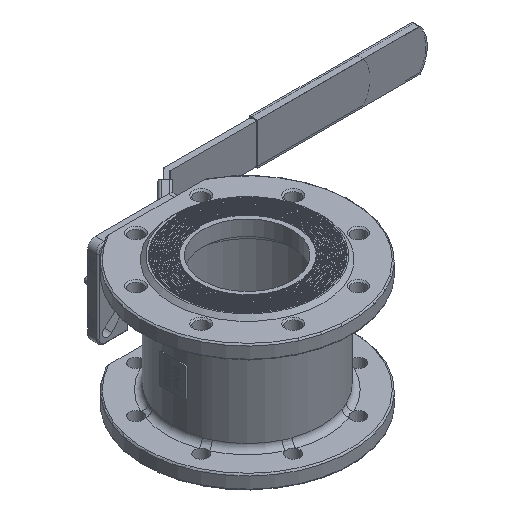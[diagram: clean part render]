
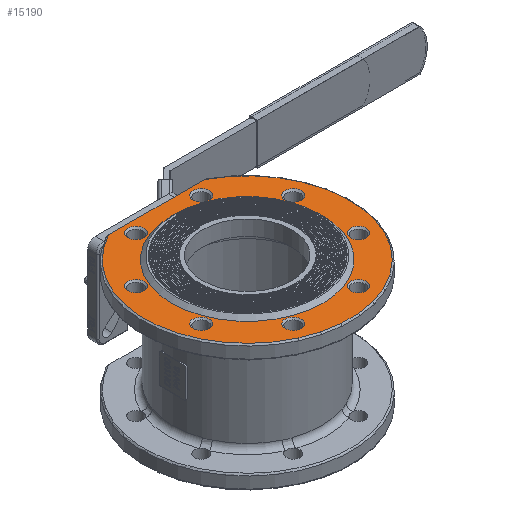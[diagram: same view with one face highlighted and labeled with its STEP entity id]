
A CAD part, isometric view. The second image highlights one B-rep face of the part: STEP entity #15190.
In plain terms, the highlighted planar face has unit normal (0, 0, 1).
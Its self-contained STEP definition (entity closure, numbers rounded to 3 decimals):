
#1342=PLANE('',#16285);
#2539=LINE('',#49560,#3752);
#3752=VECTOR('',#19209,1000.);
#7088=ORIENTED_EDGE('',*,*,#10011,.F.);
#7089=ORIENTED_EDGE('',*,*,#9984,.F.);
#7090=ORIENTED_EDGE('',*,*,#10012,.T.);
#7091=ORIENTED_EDGE('',*,*,#10013,.T.);
#7092=ORIENTED_EDGE('',*,*,#10014,.T.);
#7093=ORIENTED_EDGE('',*,*,#10015,.T.);
#7094=ORIENTED_EDGE('',*,*,#10016,.T.);
#7095=ORIENTED_EDGE('',*,*,#10017,.T.);
#7096=ORIENTED_EDGE('',*,*,#10018,.T.);
#7097=ORIENTED_EDGE('',*,*,#10019,.T.);
#7098=ORIENTED_EDGE('',*,*,#10020,.T.);
#9984=EDGE_CURVE('',#11595,#11596,#2539,.T.);
#10011=EDGE_CURVE('',#11611,#11611,#12121,.T.);
#10012=EDGE_CURVE('',#11595,#11596,#12122,.T.);
#10013=EDGE_CURVE('',#11612,#11612,#12123,.T.);
#10014=EDGE_CURVE('',#11613,#11613,#12124,.T.);
#10015=EDGE_CURVE('',#11614,#11614,#12125,.T.);
#10016=EDGE_CURVE('',#11615,#11615,#12126,.T.);
#10017=EDGE_CURVE('',#11616,#11616,#12127,.T.);
#10018=EDGE_CURVE('',#11617,#11617,#12128,.T.);
#10019=EDGE_CURVE('',#11618,#11618,#12129,.T.);
#10020=EDGE_CURVE('',#11619,#11619,#12130,.T.);
#11595=VERTEX_POINT('',#49559);
#11596=VERTEX_POINT('',#49561);
#11611=VERTEX_POINT('',#49619);
#11612=VERTEX_POINT('',#49622);
#11613=VERTEX_POINT('',#49624);
#11614=VERTEX_POINT('',#49626);
#11615=VERTEX_POINT('',#49628);
#11616=VERTEX_POINT('',#49630);
#11617=VERTEX_POINT('',#49632);
#11618=VERTEX_POINT('',#49634);
#11619=VERTEX_POINT('',#49636);
#12121=CIRCLE('',#16286,80.);
#12122=CIRCLE('',#16287,108.5);
#12123=CIRCLE('',#16288,8.6);
#12124=CIRCLE('',#16289,8.6);
#12125=CIRCLE('',#16290,8.6);
#12126=CIRCLE('',#16291,8.6);
#12127=CIRCLE('',#16292,8.6);
#12128=CIRCLE('',#16293,8.6);
#12129=CIRCLE('',#16294,8.6);
#12130=CIRCLE('',#16295,8.6);
#13024=EDGE_LOOP('',(#7088));
#13025=EDGE_LOOP('',(#7089,#7090));
#13026=EDGE_LOOP('',(#7091));
#13027=EDGE_LOOP('',(#7092));
#13028=EDGE_LOOP('',(#7093));
#13029=EDGE_LOOP('',(#7094));
#13030=EDGE_LOOP('',(#7095));
#13031=EDGE_LOOP('',(#7096));
#13032=EDGE_LOOP('',(#7097));
#13033=EDGE_LOOP('',(#7098));
#14089=FACE_BOUND('',#13024,.T.);
#14090=FACE_BOUND('',#13025,.T.);
#14091=FACE_BOUND('',#13026,.T.);
#14092=FACE_BOUND('',#13027,.T.);
#14093=FACE_BOUND('',#13028,.T.);
#14094=FACE_BOUND('',#13029,.T.);
#14095=FACE_BOUND('',#13030,.T.);
#14096=FACE_BOUND('',#13031,.T.);
#14097=FACE_BOUND('',#13032,.T.);
#14098=FACE_BOUND('',#13033,.T.);
#15190=ADVANCED_FACE('',(#14089,#14090,#14091,#14092,#14093,#14094,#14095,
#14096,#14097,#14098),#1342,.T.);
#16285=AXIS2_PLACEMENT_3D('',#49617,#19262,#19263);
#16286=AXIS2_PLACEMENT_3D('',#49618,#19264,#19265);
#16287=AXIS2_PLACEMENT_3D('',#49620,#19266,#19267);
#16288=AXIS2_PLACEMENT_3D('',#49621,#19268,#19269);
#16289=AXIS2_PLACEMENT_3D('',#49623,#19270,#19271);
#16290=AXIS2_PLACEMENT_3D('',#49625,#19272,#19273);
#16291=AXIS2_PLACEMENT_3D('',#49627,#19274,#19275);
#16292=AXIS2_PLACEMENT_3D('',#49629,#19276,#19277);
#16293=AXIS2_PLACEMENT_3D('',#49631,#19278,#19279);
#16294=AXIS2_PLACEMENT_3D('',#49633,#19280,#19281);
#16295=AXIS2_PLACEMENT_3D('',#49635,#19282,#19283);
#19209=DIRECTION('',(1.,0.,0.));
#19262=DIRECTION('',(0.,0.,1.));
#19263=DIRECTION('',(1.,0.,0.));
#19264=DIRECTION('',(0.,0.,1.));
#19265=DIRECTION('',(1.,0.,0.));
#19266=DIRECTION('',(0.,0.,1.));
#19267=DIRECTION('',(1.,0.,0.));
#19268=DIRECTION('',(0.,0.,-1.));
#19269=DIRECTION('',(1.,0.,0.));
#19270=DIRECTION('',(0.,0.,-1.));
#19271=DIRECTION('',(1.,0.,0.));
#19272=DIRECTION('',(0.,0.,-1.));
#19273=DIRECTION('',(1.,0.,0.));
#19274=DIRECTION('',(0.,0.,-1.));
#19275=DIRECTION('',(1.,0.,0.));
#19276=DIRECTION('',(0.,0.,-1.));
#19277=DIRECTION('',(1.,0.,0.));
#19278=DIRECTION('',(0.,0.,-1.));
#19279=DIRECTION('',(1.,0.,0.));
#19280=DIRECTION('',(0.,0.,-1.));
#19281=DIRECTION('',(1.,0.,0.));
#19282=DIRECTION('',(0.,0.,-1.));
#19283=DIRECTION('',(1.,0.,0.));
#49559=CARTESIAN_POINT('',(-50.559,96.,67.));
#49560=CARTESIAN_POINT('',(0.,96.,67.));
#49561=CARTESIAN_POINT('',(50.559,96.,67.));
#49617=CARTESIAN_POINT('',(0.,0.,67.));
#49618=CARTESIAN_POINT('',(0.,0.,67.));
#49619=CARTESIAN_POINT('',(80.,0.,67.));
#49620=CARTESIAN_POINT('',(0.,0.,67.));
#49621=CARTESIAN_POINT('',(-34.442,83.149,67.));
#49622=CARTESIAN_POINT('',(-25.842,83.149,67.));
#49623=CARTESIAN_POINT('',(34.442,83.149,67.));
#49624=CARTESIAN_POINT('',(43.042,83.149,67.));
#49625=CARTESIAN_POINT('',(83.149,34.442,67.));
#49626=CARTESIAN_POINT('',(91.749,34.442,67.));
#49627=CARTESIAN_POINT('',(83.149,-34.442,67.));
#49628=CARTESIAN_POINT('',(91.749,-34.442,67.));
#49629=CARTESIAN_POINT('',(34.442,-83.149,67.));
#49630=CARTESIAN_POINT('',(43.042,-83.149,67.));
#49631=CARTESIAN_POINT('',(-34.442,-83.149,67.));
#49632=CARTESIAN_POINT('',(-25.842,-83.149,67.));
#49633=CARTESIAN_POINT('',(-83.149,-34.442,67.));
#49634=CARTESIAN_POINT('',(-74.549,-34.442,67.));
#49635=CARTESIAN_POINT('',(-83.149,34.442,67.));
#49636=CARTESIAN_POINT('',(-74.549,34.442,67.));
